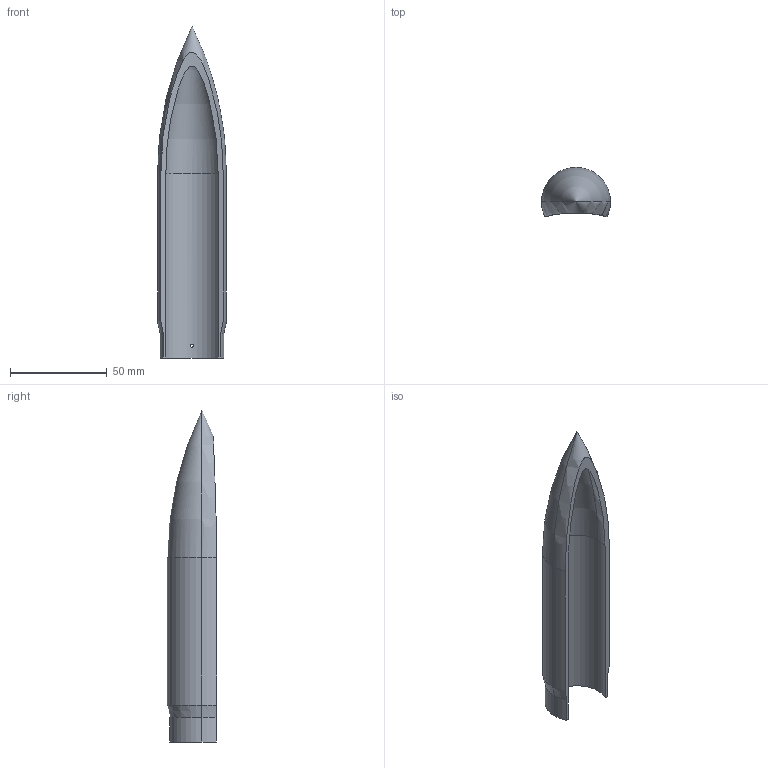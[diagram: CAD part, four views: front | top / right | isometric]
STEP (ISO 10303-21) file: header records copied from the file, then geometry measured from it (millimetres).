
FILE_DESCRIPTION (( 'STEP AP214' ), '1' );
FILE_NAME ('GPS Pod Back Cone.STEP', '2024-02-06T01:59:47', ( '' ), ( '' ), 'SwSTEP 2.0', 'SolidWorks 2023', '' );
FILE_SCHEMA (( 'AUTOMOTIVE_DESIGN' ));
Length unit declared in the file: inch
Products named in the file (1): GPS Pod Back Cone
Bounding box: 35.56 x 25.33 x 171.45 mm (x, y, z)
Volume: 24030.3 mm3; surface area: 20912 mm2
Topology: 1 solids, 1 shells, 20 faces, 52 edges, 30 vertices
Faces by surface type: cylinder 12, torus 4, cone 3, plane 1
Entity records: 777 total; most frequent: CARTESIAN_POINT 273, DIRECTION 106, ORIENTED_EDGE 96, EDGE_CURVE 48, AXIS2_PLACEMENT_3D 45, VERTEX_POINT 30, CIRCLE 24, EDGE_LOOP 22
